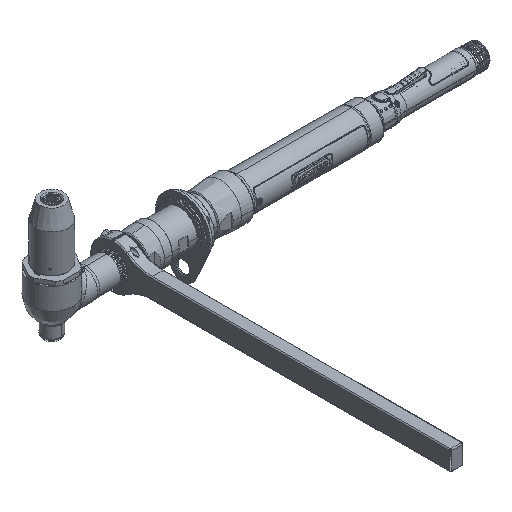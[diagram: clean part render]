
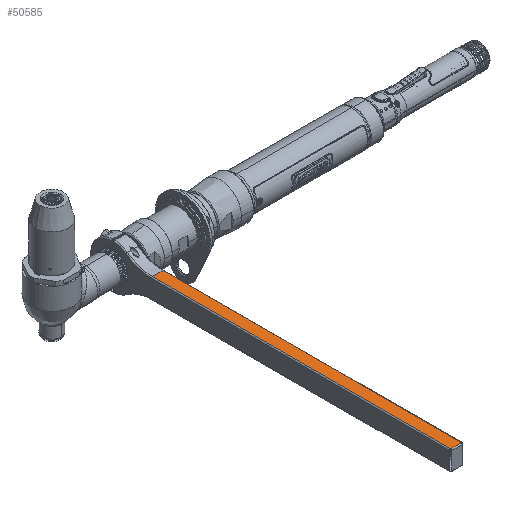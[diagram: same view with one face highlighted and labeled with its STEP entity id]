
A CAD part, isometric view. The second image highlights one B-rep face of the part: STEP entity #50585.
In plain terms, the highlighted planar face has unit normal (0, 0, 1).
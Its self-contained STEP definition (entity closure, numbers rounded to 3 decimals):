
#48511=DIRECTION('',(1.,0.,0.));
#48512=VECTOR('',#48511,0.63);
#48513=CARTESIAN_POINT('',(-6.53,-2.289,0.588));
#48514=LINE('',#48513,#48512);
#49007=DIRECTION('',(0.,1.,0.));
#49008=VECTOR('',#49007,17.651);
#49009=CARTESIAN_POINT('',(-5.9,-19.94,0.588));
#49010=LINE('',#49009,#49008);
#49110=DIRECTION('',(0.,-1.,0.));
#49111=VECTOR('',#49110,17.651);
#49112=CARTESIAN_POINT('',(-6.53,-2.289,0.588));
#49113=LINE('',#49112,#49111);
#49182=DIRECTION('',(-1.,0.,0.));
#49183=VECTOR('',#49182,0.63);
#49184=CARTESIAN_POINT('',(-5.9,-19.94,0.588));
#49185=LINE('',#49184,#49183);
#49899=CARTESIAN_POINT('',(-5.9,-19.94,0.588));
#49900=CARTESIAN_POINT('',(-6.53,-19.94,0.588));
#49901=VERTEX_POINT('',#49899);
#49902=VERTEX_POINT('',#49900);
#49903=CARTESIAN_POINT('',(-6.53,-2.289,0.588));
#49904=VERTEX_POINT('',#49903);
#49935=CARTESIAN_POINT('',(-5.9,-2.289,0.588));
#49936=VERTEX_POINT('',#49935);
#50570=CARTESIAN_POINT('',(-6.59,-2.289,0.588));
#50571=DIRECTION('',(0.,0.,1.));
#50572=DIRECTION('',(0.,-1.,0.));
#50573=AXIS2_PLACEMENT_3D('',#50570,#50571,#50572);
#50574=PLANE('',#50573);
#50576=ORIENTED_EDGE('',*,*,#50575,.T.);
#50578=ORIENTED_EDGE('',*,*,#50577,.F.);
#50580=ORIENTED_EDGE('',*,*,#50579,.T.);
#50582=ORIENTED_EDGE('',*,*,#50581,.F.);
#50583=EDGE_LOOP('',(#50576,#50578,#50580,#50582));
#50584=FACE_OUTER_BOUND('',#50583,.F.);
#50585=ADVANCED_FACE('',(#50584),#50574,.T.);
#50575=EDGE_CURVE('',#49901,#49902,#49185,.T.);
#50577=EDGE_CURVE('',#49904,#49902,#49113,.T.);
#50579=EDGE_CURVE('',#49904,#49936,#48514,.T.);
#50581=EDGE_CURVE('',#49901,#49936,#49010,.T.);
